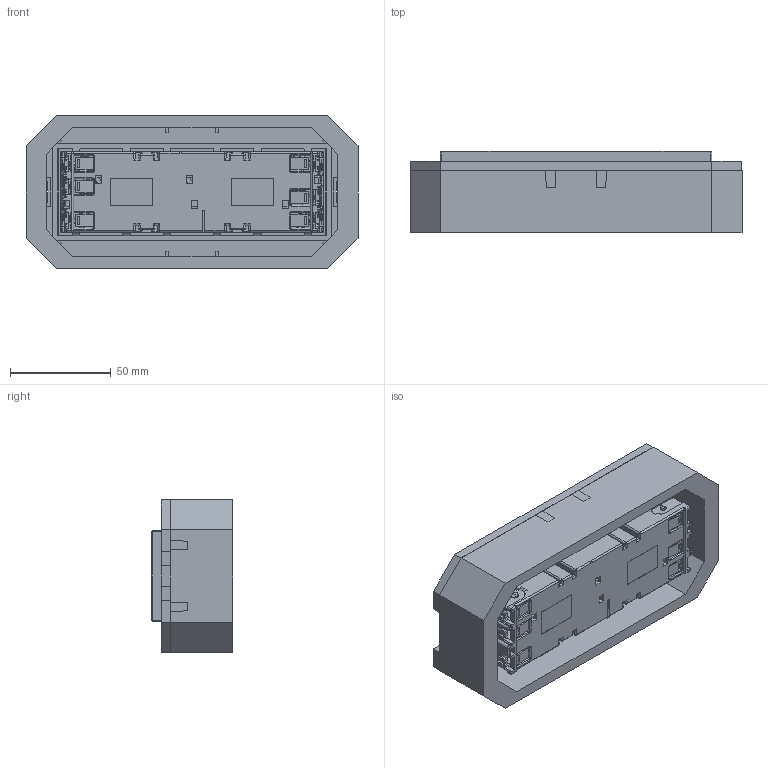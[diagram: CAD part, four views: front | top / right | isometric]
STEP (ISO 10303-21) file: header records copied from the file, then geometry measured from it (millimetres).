
FILE_DESCRIPTION (( 'STEP AP214' ), '1' );
FILE_NAME ('7404664_KSTP1.stp', '2025-10-01T08:55:20', ( '' ), ( '' ), 'SwSTEP 2.0', 'SolidWorks 2024', '' );
FILE_SCHEMA (( 'AUTOMOTIVE_DESIGN' ));
Length unit declared in the file: millimetre
Products named in the file (6): 7404664_KSTP1; 072096_Standard; 071653_Standard; 073042_Standard; 072940_Standard; 072100_Standard
Assembly tree (5 placements, depth 3):
  7404664_KSTP1
    072940_Standard
    073042_Standard
      072096_Standard
      072100_Standard
    071653_Standard
Bounding box: 165 x 40.55 x 76 mm (x, y, z)
Volume: 129594.6 mm3; surface area: 162939 mm2
Topology: 4 solids, 4 shells, 4751 faces, 13306 edges, 8371 vertices
Faces by surface type: plane 2512, cylinder 1695, bspline 280, sphere 114, torus 104, cone 46
Entity records: 170141 total; most frequent: CARTESIAN_POINT 52232, ORIENTED_EDGE 26312, DIRECTION 22515, EDGE_CURVE 13156, LINE 8811, VECTOR 8811, VERTEX_POINT 8369, AXIS2_PLACEMENT_3D 6852
